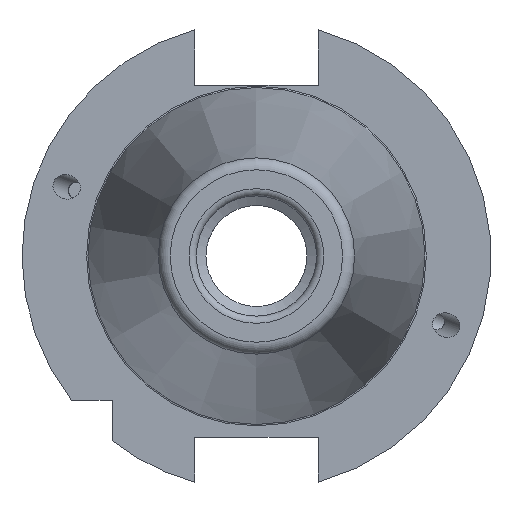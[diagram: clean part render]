
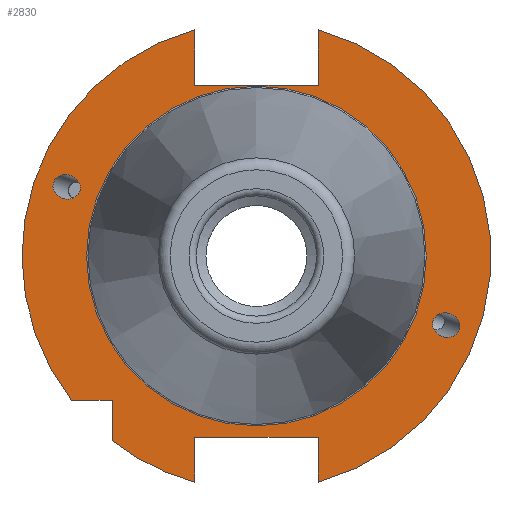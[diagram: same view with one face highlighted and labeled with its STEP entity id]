
A CAD part, left-side view. The second image highlights one B-rep face of the part: STEP entity #2830.
In plain terms, the highlighted planar face has unit normal (-1, 0, 0).
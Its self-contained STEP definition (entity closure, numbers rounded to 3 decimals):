
#1095=CARTESIAN_POINT('',(3.2,-36.754,-13.378));
#1096=VERTEX_POINT('',#1095);
#1097=CARTESIAN_POINT('',(3.2,-39.467,-14.365));
#1098=DIRECTION('',(1.0,0.0,0.0));
#1099=DIRECTION('',(0.0,-0.94,-0.342));
#1100=AXIS2_PLACEMENT_3D('',#1097,#1098,#1099);
#1101=ELLIPSE('',#1100,2.887,2.5);
#1102=EDGE_CURVE('',#1096,#1096,#1101,.T.);
#1209=CARTESIAN_POINT('',(3.2,36.754,13.378));
#1210=VERTEX_POINT('',#1209);
#1211=CARTESIAN_POINT('',(3.2,39.467,14.365));
#1212=DIRECTION('',(1.0,0.0,0.0));
#1213=DIRECTION('',(0.0,0.94,0.342));
#1214=AXIS2_PLACEMENT_3D('',#1211,#1212,#1213);
#1215=ELLIPSE('',#1214,2.887,2.5);
#1216=EDGE_CURVE('',#1210,#1210,#1215,.T.);
#1959=CARTESIAN_POINT('',(3.2,30.,-30.0));
#1960=VERTEX_POINT('',#1959);
#1961=CARTESIAN_POINT('',(3.2,30.,-38.426));
#1962=VERTEX_POINT('',#1961);
#1963=CARTESIAN_POINT('',(3.2,30.,-30.0));
#1964=DIRECTION('',(0.0,0.0,-1.0));
#1965=VECTOR('',#1964,8.426);
#1966=LINE('',#1963,#1965);
#1967=EDGE_CURVE('',#1960,#1962,#1966,.T.);
#2082=CARTESIAN_POINT('',(3.2,38.426,-30.0));
#2083=VERTEX_POINT('',#2082);
#2084=CARTESIAN_POINT('',(3.2,38.426,-30.0));
#2085=DIRECTION('',(0.0,-1.0,0.0));
#2086=VECTOR('',#2085,8.426);
#2087=LINE('',#2084,#2086);
#2088=EDGE_CURVE('',#2083,#1960,#2087,.T.);
#2183=CARTESIAN_POINT('',(3.2,12.85,47.026));
#2184=VERTEX_POINT('',#2183);
#2185=CARTESIAN_POINT('',(3.2,0.0,0.));
#2186=DIRECTION('',(-1.0,0.0,0.0));
#2187=DIRECTION('',(0.0,0.0,1.0));
#2188=AXIS2_PLACEMENT_3D('',#2185,#2186,#2187);
#2189=CIRCLE('',#2188,48.75);
#2190=EDGE_CURVE('',#2184,#2083,#2189,.T.);
#2578=CARTESIAN_POINT('',(3.2,12.85,-37.7));
#2579=VERTEX_POINT('',#2578);
#2586=CARTESIAN_POINT('',(3.2,12.85,-47.026));
#2587=VERTEX_POINT('',#2586);
#2588=CARTESIAN_POINT('',(3.2,12.85,-47.026));
#2589=DIRECTION('',(0.0,0.0,1.0));
#2590=VECTOR('',#2589,9.326);
#2591=LINE('',#2588,#2590);
#2592=EDGE_CURVE('',#2587,#2579,#2591,.T.);
#2642=CARTESIAN_POINT('',(3.2,-12.85,-47.026));
#2643=VERTEX_POINT('',#2642);
#2650=CARTESIAN_POINT('',(3.2,-12.85,-37.7));
#2651=VERTEX_POINT('',#2650);
#2652=CARTESIAN_POINT('',(3.2,-12.85,-37.7));
#2653=DIRECTION('',(0.0,0.0,-1.0));
#2654=VECTOR('',#2653,9.326);
#2655=LINE('',#2652,#2654);
#2656=EDGE_CURVE('',#2651,#2643,#2655,.T.);
#2675=CARTESIAN_POINT('',(3.2,12.85,-37.7));
#2676=DIRECTION('',(0.0,-1.0,0.0));
#2677=VECTOR('',#2676,25.7);
#2678=LINE('',#2675,#2677);
#2679=EDGE_CURVE('',#2579,#2651,#2678,.T.);
#2762=CARTESIAN_POINT('',(3.2,0.0,42.071));
#2763=DIRECTION('',(-1.0,0.0,0.0));
#2764=DIRECTION('',(0.0,0.0,1.0));
#2765=AXIS2_PLACEMENT_3D('',#2762,#2763,#2764);
#2766=PLANE('',#2765);
#2767=ORIENTED_EDGE('',*,*,#1967,.T.);
#2768=CARTESIAN_POINT('',(3.2,0.0,0.));
#2769=DIRECTION('',(-1.0,0.0,0.0));
#2770=DIRECTION('',(0.0,0.0,1.0));
#2771=AXIS2_PLACEMENT_3D('',#2768,#2769,#2770);
#2772=CIRCLE('',#2771,48.75);
#2773=EDGE_CURVE('',#1962,#2587,#2772,.T.);
#2774=ORIENTED_EDGE('',*,*,#2773,.T.);
#2775=ORIENTED_EDGE('',*,*,#2592,.T.);
#2776=ORIENTED_EDGE('',*,*,#2679,.T.);
#2777=ORIENTED_EDGE('',*,*,#2656,.T.);
#2778=CARTESIAN_POINT('',(3.2,-12.85,47.026));
#2779=VERTEX_POINT('',#2778);
#2780=CARTESIAN_POINT('',(3.2,0.0,0.));
#2781=DIRECTION('',(-1.0,0.0,0.0));
#2782=DIRECTION('',(0.0,0.0,1.0));
#2783=AXIS2_PLACEMENT_3D('',#2780,#2781,#2782);
#2784=CIRCLE('',#2783,48.75);
#2785=EDGE_CURVE('',#2643,#2779,#2784,.T.);
#2786=ORIENTED_EDGE('',*,*,#2785,.T.);
#2787=CARTESIAN_POINT('',(3.2,-12.85,35.5));
#2788=VERTEX_POINT('',#2787);
#2789=CARTESIAN_POINT('',(3.2,-12.85,47.026));
#2790=DIRECTION('',(0.0,0.0,-1.0));
#2791=VECTOR('',#2790,11.526);
#2792=LINE('',#2789,#2791);
#2793=EDGE_CURVE('',#2779,#2788,#2792,.T.);
#2794=ORIENTED_EDGE('',*,*,#2793,.T.);
#2795=CARTESIAN_POINT('',(3.2,12.85,35.5));
#2796=VERTEX_POINT('',#2795);
#2797=CARTESIAN_POINT('',(3.2,-12.85,35.5));
#2798=DIRECTION('',(0.0,1.0,0.0));
#2799=VECTOR('',#2798,25.7);
#2800=LINE('',#2797,#2799);
#2801=EDGE_CURVE('',#2788,#2796,#2800,.T.);
#2802=ORIENTED_EDGE('',*,*,#2801,.T.);
#2803=CARTESIAN_POINT('',(3.2,12.85,35.5));
#2804=DIRECTION('',(0.0,0.0,1.0));
#2805=VECTOR('',#2804,11.526);
#2806=LINE('',#2803,#2805);
#2807=EDGE_CURVE('',#2796,#2184,#2806,.T.);
#2808=ORIENTED_EDGE('',*,*,#2807,.T.);
#2809=ORIENTED_EDGE('',*,*,#2190,.T.);
#2810=ORIENTED_EDGE('',*,*,#2088,.T.);
#2811=EDGE_LOOP('',(#2767,#2774,#2775,#2776,#2777,#2786,#2794,#2802,#2808,#2809,#2810));
#2812=FACE_OUTER_BOUND('',#2811,.T.);
#2813=ORIENTED_EDGE('',*,*,#1102,.T.);
#2814=EDGE_LOOP('',(#2813));
#2815=FACE_BOUND('',#2814,.T.);
#2816=ORIENTED_EDGE('',*,*,#1216,.T.);
#2817=EDGE_LOOP('',(#2816));
#2818=FACE_BOUND('',#2817,.T.);
#2819=CARTESIAN_POINT('',(3.2,35.325,0.0));
#2820=VERTEX_POINT('',#2819);
#2821=CARTESIAN_POINT('',(3.2,0.0,0.0));
#2822=DIRECTION('',(-1.0,0.0,0.0));
#2823=DIRECTION('',(0.0,1.0,0.0));
#2824=AXIS2_PLACEMENT_3D('',#2821,#2822,#2823);
#2825=CIRCLE('',#2824,35.325);
#2826=EDGE_CURVE('',#2820,#2820,#2825,.T.);
#2827=ORIENTED_EDGE('',*,*,#2826,.F.);
#2828=EDGE_LOOP('',(#2827));
#2829=FACE_BOUND('',#2828,.T.);
#2830=ADVANCED_FACE('',(#2812,#2815,#2818,#2829),#2766,.T.);
